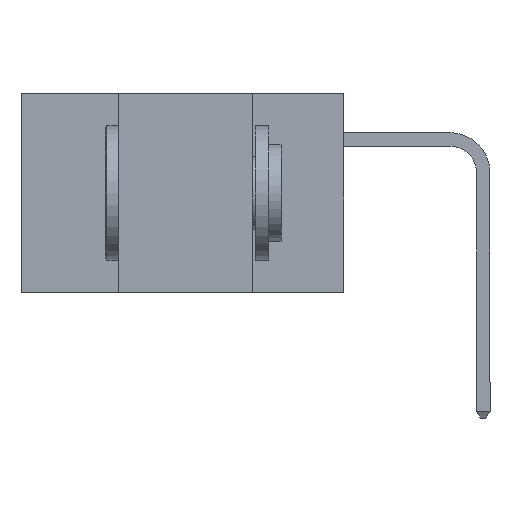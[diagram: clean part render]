
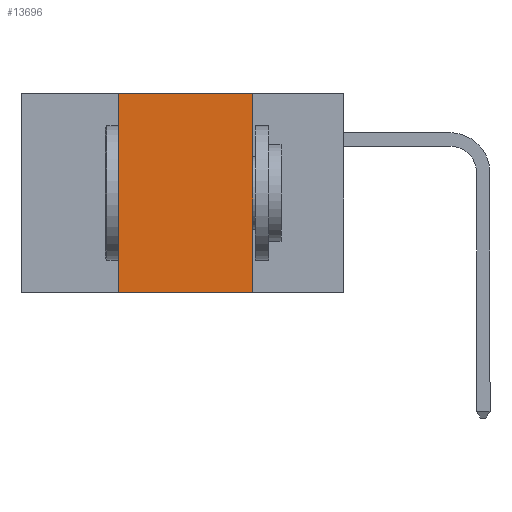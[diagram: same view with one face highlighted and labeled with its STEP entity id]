
A CAD part, left-side view. The second image highlights one B-rep face of the part: STEP entity #13696.
In plain terms, the highlighted planar face has unit normal (-1, 0, 0).
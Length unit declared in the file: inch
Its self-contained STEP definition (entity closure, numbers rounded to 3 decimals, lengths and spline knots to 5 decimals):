
#415 = LINE ( 'NONE', #9815, #6770 ) ;
#557 = CARTESIAN_POINT ( 'NONE',  ( 0., 0.6, 0. ) ) ;
#647 = CARTESIAN_POINT ( 'NONE',  ( 0., 0.42, 0. ) ) ;
#882 = EDGE_LOOP ( 'NONE', ( #6132, #6282, #6326, #6730 ) ) ;
#1224 = VERTEX_POINT ( 'NONE', #13117 ) ;
#1276 = LINE ( 'NONE', #647, #3561 ) ;
#1481 = EDGE_CURVE ( 'NONE', #5255, #11162, #2048, .T. ) ;
#1666 = CARTESIAN_POINT ( 'NONE',  ( 0., 0.42, -0.37 ) ) ;
#1792 = CARTESIAN_POINT ( 'NONE',  ( 0., 0.6, 0. ) ) ;
#2048 = LINE ( 'NONE', #557, #10877 ) ;
#2172 = LINE ( 'NONE', #8786, #10332 ) ;
#2806 = DIRECTION ( 'NONE',  ( 0., -1., 0. ) ) ;
#2867 = DIRECTION ( 'NONE',  ( 0., 0., 1. ) ) ;
#3376 = EDGE_CURVE ( 'NONE', #11162, #1224, #2172, .T. ) ;
#3561 = VECTOR ( 'NONE', #2867, 39.37008 ) ;
#3695 = EDGE_CURVE ( 'NONE', #10142, #5255, #1276, .T. ) ;
#4053 = DIRECTION ( 'NONE',  ( 0., 0., -1. ) ) ;
#4872 = CARTESIAN_POINT ( 'NONE',  ( 0., 0.42, 0. ) ) ;
#5255 = VERTEX_POINT ( 'NONE', #4872 ) ;
#6132 = ORIENTED_EDGE ( 'NONE', *, *, #3376, .F. ) ;
#6282 = ORIENTED_EDGE ( 'NONE', *, *, #1481, .F. ) ;
#6326 = ORIENTED_EDGE ( 'NONE', *, *, #3695, .F. ) ;
#6365 = EDGE_CURVE ( 'NONE', #10142, #1224, #415, .T. ) ;
#6730 = ORIENTED_EDGE ( 'NONE', *, *, #6365, .T. ) ;
#6770 = VECTOR ( 'NONE', #14294, 39.37008 ) ;
#7952 = FACE_OUTER_BOUND ( 'NONE', #882, .T. ) ;
#8766 = AXIS2_PLACEMENT_3D ( 'NONE', #1792, #10650, #4053 ) ;
#8786 = CARTESIAN_POINT ( 'NONE',  ( 0., 0.17, 0. ) ) ;
#9593 = PLANE ( 'NONE',  #8766 ) ;
#9815 = CARTESIAN_POINT ( 'NONE',  ( 0., 0.6, -0.37 ) ) ;
#10142 = VERTEX_POINT ( 'NONE', #1666 ) ;
#10332 = VECTOR ( 'NONE', #10337, 39.37008 ) ;
#10337 = DIRECTION ( 'NONE',  ( 0., 0., -1. ) ) ;
#10650 = DIRECTION ( 'NONE',  ( 1., 0., 0. ) ) ;
#10877 = VECTOR ( 'NONE', #2806, 39.37008 ) ;
#11162 = VERTEX_POINT ( 'NONE', #13238 ) ;
#13117 = CARTESIAN_POINT ( 'NONE',  ( 0., 0.17, -0.37 ) ) ;
#13238 = CARTESIAN_POINT ( 'NONE',  ( 0., 0.17, 0. ) ) ;
#13696 = ADVANCED_FACE ( 'NONE', ( #7952 ), #9593, .F. ) ;
#14294 = DIRECTION ( 'NONE',  ( 0., -1., 0. ) ) ;
